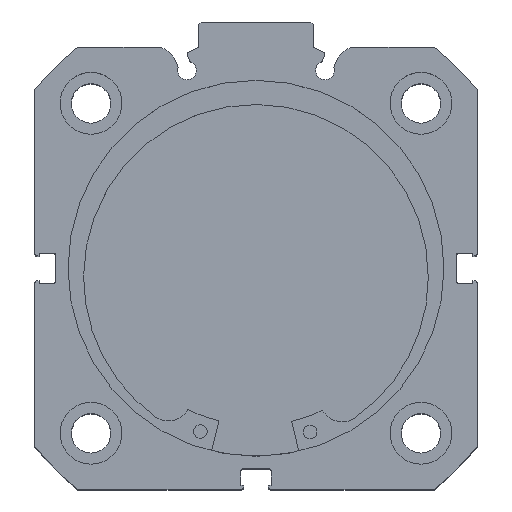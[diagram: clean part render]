
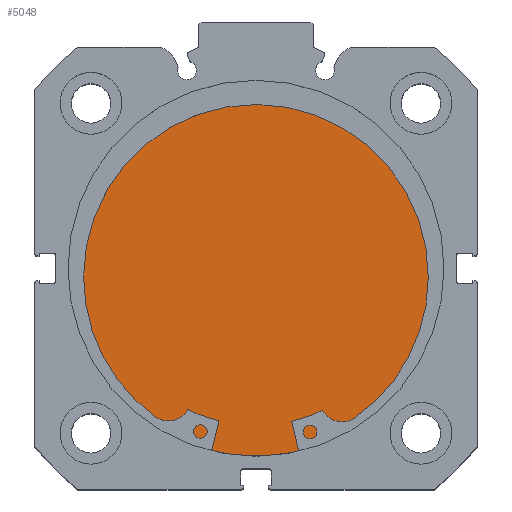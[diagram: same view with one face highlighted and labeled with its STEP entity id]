
A CAD part, top view. The second image highlights one B-rep face of the part: STEP entity #5048.
In plain terms, the highlighted face is planar.
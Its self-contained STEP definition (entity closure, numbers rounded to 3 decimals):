
#163 = FACE_OUTER_BOUND ( 'NONE', #2477, .T. ) ;
#1175 = DIRECTION ( 'NONE',  ( 0., 0., 1. ) ) ;
#1176 = DIRECTION ( 'NONE',  ( -1., 0., 0. ) ) ;
#1184 = CARTESIAN_POINT ( 'NONE',  ( 12., 0., 0. ) ) ;
#1442 = EDGE_CURVE ( 'NONE', #3922, #3685, #2611, .T. ) ;
#1733 = EDGE_CURVE ( 'NONE', #3685, #3922, #3069, .T. ) ;
#1953 = AXIS2_PLACEMENT_3D ( 'NONE', #4035, #4040, #4039 ) ;
#2077 = AXIS2_PLACEMENT_3D ( 'NONE', #1184, #1176, #1175 ) ;
#2320 = AXIS2_PLACEMENT_3D ( 'NONE', #6419, #6421, #6422 ) ;
#2477 = EDGE_LOOP ( 'NONE', ( #6713, #6701 ) ) ;
#2611 = CIRCLE ( 'NONE', #1953, 41. ) ;
#3069 = CIRCLE ( 'NONE', #2077, 41. ) ;
#3685 = VERTEX_POINT ( 'NONE', #5680 ) ;
#3922 = VERTEX_POINT ( 'NONE', #5752 ) ;
#4035 = CARTESIAN_POINT ( 'NONE',  ( 12., 0., 0. ) ) ;
#4039 = DIRECTION ( 'NONE',  ( 0., 0., 1. ) ) ;
#4040 = DIRECTION ( 'NONE',  ( -1., 0., 0. ) ) ;
#5048 = ADVANCED_FACE ( 'NONE', ( #163 ), #6420, .F. ) ;
#5680 = CARTESIAN_POINT ( 'NONE',  ( 12., 0., 41. ) ) ;
#5752 = CARTESIAN_POINT ( 'NONE',  ( 12., 0., -41. ) ) ;
#6419 = CARTESIAN_POINT ( 'NONE',  ( 12., 41., 0. ) ) ;
#6420 = PLANE ( 'NONE',  #2320 ) ;
#6421 = DIRECTION ( 'NONE',  ( -1., 0., 0. ) ) ;
#6422 = DIRECTION ( 'NONE',  ( 0., 0., 1. ) ) ;
#6701 = ORIENTED_EDGE ( 'NONE', *, *, #1442, .F. ) ;
#6713 = ORIENTED_EDGE ( 'NONE', *, *, #1733, .F. ) ;
